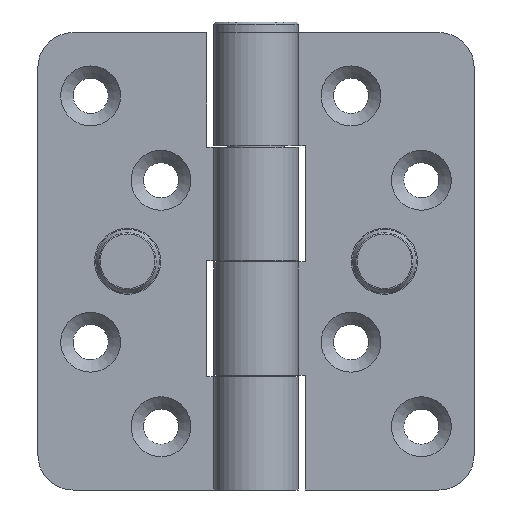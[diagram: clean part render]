
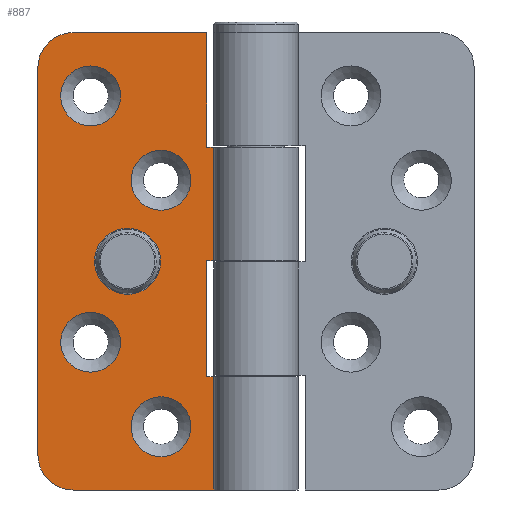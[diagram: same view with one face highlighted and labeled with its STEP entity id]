
A CAD part, left-side view. The second image highlights one B-rep face of the part: STEP entity #887.
In plain terms, the highlighted planar face has unit normal (-1, 0, 0).
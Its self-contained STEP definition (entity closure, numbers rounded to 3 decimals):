
#62=FACE_BOUND('',#175,.T.);
#63=FACE_BOUND('',#176,.T.);
#64=FACE_BOUND('',#177,.T.);
#65=FACE_BOUND('',#178,.T.);
#66=FACE_BOUND('',#179,.T.);
#122=FACE_OUTER_BOUND('',#174,.T.);
#174=EDGE_LOOP('',(#695,#696,#697,#698,#699,#700,#701,#702,#703,#704,#705,
#706));
#175=EDGE_LOOP('',(#707,#708));
#176=EDGE_LOOP('',(#709,#710));
#177=EDGE_LOOP('',(#711,#712));
#178=EDGE_LOOP('',(#713,#714));
#179=EDGE_LOOP('',(#715));
#242=CIRCLE('',#1029,4.693);
#243=CIRCLE('',#1031,5.);
#244=CIRCLE('',#1032,5.);
#245=CIRCLE('',#1033,4.25);
#246=CIRCLE('',#1034,4.25);
#247=CIRCLE('',#1035,4.25);
#248=CIRCLE('',#1036,4.25);
#249=CIRCLE('',#1037,4.25);
#250=CIRCLE('',#1038,4.25);
#251=CIRCLE('',#1039,4.25);
#252=CIRCLE('',#1040,4.25);
#281=LINE('',#1409,#337);
#285=LINE('',#1424,#341);
#288=LINE('',#1438,#344);
#291=LINE('',#1446,#347);
#295=LINE('',#1461,#351);
#305=LINE('',#1507,#361);
#310=LINE('',#1533,#366);
#311=LINE('',#1535,#367);
#312=LINE('',#1539,#368);
#313=LINE('',#1542,#369);
#337=VECTOR('',#1108,10.);
#341=VECTOR('',#1122,10.);
#344=VECTOR('',#1135,10.);
#347=VECTOR('',#1140,10.);
#351=VECTOR('',#1154,10.);
#361=VECTOR('',#1202,10.);
#366=VECTOR('',#1237,10.);
#367=VECTOR('',#1238,4.88);
#368=VECTOR('',#1241,10.);
#369=VECTOR('',#1244,10.);
#393=VERTEX_POINT('',#1406);
#394=VERTEX_POINT('',#1408);
#400=VERTEX_POINT('',#1422);
#406=VERTEX_POINT('',#1436);
#409=VERTEX_POINT('',#1443);
#410=VERTEX_POINT('',#1445);
#416=VERTEX_POINT('',#1459);
#433=VERTEX_POINT('',#1506);
#439=VERTEX_POINT('',#1529);
#440=VERTEX_POINT('',#1534);
#441=VERTEX_POINT('',#1536);
#442=VERTEX_POINT('',#1538);
#443=VERTEX_POINT('',#1540);
#444=VERTEX_POINT('',#1543);
#445=VERTEX_POINT('',#1544);
#446=VERTEX_POINT('',#1547);
#447=VERTEX_POINT('',#1548);
#448=VERTEX_POINT('',#1551);
#449=VERTEX_POINT('',#1552);
#450=VERTEX_POINT('',#1555);
#451=VERTEX_POINT('',#1556);
#478=EDGE_CURVE('',#394,#393,#281,.T.);
#486=EDGE_CURVE('',#393,#400,#285,.T.);
#493=EDGE_CURVE('',#400,#406,#288,.T.);
#496=EDGE_CURVE('',#410,#409,#291,.T.);
#504=EDGE_CURVE('',#409,#416,#295,.T.);
#527=EDGE_CURVE('',#394,#433,#305,.T.);
#539=EDGE_CURVE('',#439,#439,#242,.T.);
#540=EDGE_CURVE('',#410,#406,#310,.T.);
#541=EDGE_CURVE('',#440,#416,#311,.T.);
#542=EDGE_CURVE('',#441,#440,#243,.T.);
#543=EDGE_CURVE('',#442,#441,#312,.T.);
#544=EDGE_CURVE('',#443,#442,#244,.T.);
#545=EDGE_CURVE('',#433,#443,#313,.T.);
#546=EDGE_CURVE('',#444,#445,#245,.T.);
#547=EDGE_CURVE('',#445,#444,#246,.T.);
#548=EDGE_CURVE('',#446,#447,#247,.T.);
#549=EDGE_CURVE('',#447,#446,#248,.T.);
#550=EDGE_CURVE('',#448,#449,#249,.T.);
#551=EDGE_CURVE('',#449,#448,#250,.T.);
#552=EDGE_CURVE('',#450,#451,#251,.T.);
#553=EDGE_CURVE('',#451,#450,#252,.T.);
#695=ORIENTED_EDGE('',*,*,#493,.T.);
#696=ORIENTED_EDGE('',*,*,#540,.F.);
#697=ORIENTED_EDGE('',*,*,#496,.T.);
#698=ORIENTED_EDGE('',*,*,#504,.T.);
#699=ORIENTED_EDGE('',*,*,#541,.F.);
#700=ORIENTED_EDGE('',*,*,#542,.F.);
#701=ORIENTED_EDGE('',*,*,#543,.F.);
#702=ORIENTED_EDGE('',*,*,#544,.F.);
#703=ORIENTED_EDGE('',*,*,#545,.F.);
#704=ORIENTED_EDGE('',*,*,#527,.F.);
#705=ORIENTED_EDGE('',*,*,#478,.T.);
#706=ORIENTED_EDGE('',*,*,#486,.T.);
#707=ORIENTED_EDGE('',*,*,#546,.T.);
#708=ORIENTED_EDGE('',*,*,#547,.T.);
#709=ORIENTED_EDGE('',*,*,#548,.T.);
#710=ORIENTED_EDGE('',*,*,#549,.T.);
#711=ORIENTED_EDGE('',*,*,#550,.T.);
#712=ORIENTED_EDGE('',*,*,#551,.T.);
#713=ORIENTED_EDGE('',*,*,#552,.T.);
#714=ORIENTED_EDGE('',*,*,#553,.T.);
#715=ORIENTED_EDGE('',*,*,#539,.F.);
#859=PLANE('',#1030);
#887=ADVANCED_FACE('',(#122,#62,#63,#64,#65,#66),#859,.F.);
#1029=AXIS2_PLACEMENT_3D('',#1531,#1233,#1234);
#1030=AXIS2_PLACEMENT_3D('',#1532,#1235,#1236);
#1031=AXIS2_PLACEMENT_3D('',#1537,#1239,#1240);
#1032=AXIS2_PLACEMENT_3D('',#1541,#1242,#1243);
#1033=AXIS2_PLACEMENT_3D('',#1545,#1245,#1246);
#1034=AXIS2_PLACEMENT_3D('',#1546,#1247,#1248);
#1035=AXIS2_PLACEMENT_3D('',#1549,#1249,#1250);
#1036=AXIS2_PLACEMENT_3D('',#1550,#1251,#1252);
#1037=AXIS2_PLACEMENT_3D('',#1553,#1253,#1254);
#1038=AXIS2_PLACEMENT_3D('',#1554,#1255,#1256);
#1039=AXIS2_PLACEMENT_3D('',#1557,#1257,#1258);
#1040=AXIS2_PLACEMENT_3D('',#1558,#1259,#1260);
#1108=DIRECTION('',(0.,-1.,0.));
#1122=DIRECTION('',(0.,0.,-1.));
#1135=DIRECTION('',(0.,1.,0.));
#1140=DIRECTION('',(0.,-1.,0.));
#1154=DIRECTION('',(0.,0.,-1.));
#1202=DIRECTION('',(0.,0.,1.));
#1233=DIRECTION('center_axis',(-1.,0.,0.));
#1234=DIRECTION('ref_axis',(0.,0.,
-1.));
#1235=DIRECTION('center_axis',(1.,0.,0.));
#1236=DIRECTION('ref_axis',(0.,0.,-1.));
#1237=DIRECTION('',(0.,0.,1.));
#1238=DIRECTION('',(0.,1.,0.));
#1239=DIRECTION('center_axis',(1.,0.,0.));
#1240=DIRECTION('ref_axis',(0.,-0.707,-0.707));
#1241=DIRECTION('',(0.,0.,-1.));
#1242=DIRECTION('center_axis',(1.,0.,0.));
#1243=DIRECTION('ref_axis',(0.,-0.707,0.707));
#1244=DIRECTION('',(0.,-1.,0.));
#1245=DIRECTION('center_axis',(1.,0.,0.));
#1246=DIRECTION('ref_axis',(0.,0.,
1.));
#1247=DIRECTION('center_axis',(1.,0.,0.));
#1248=DIRECTION('ref_axis',(0.,0.,
1.));
#1249=DIRECTION('center_axis',(1.,0.,0.));
#1250=DIRECTION('ref_axis',(0.,0.,
1.));
#1251=DIRECTION('center_axis',(1.,0.,0.));
#1252=DIRECTION('ref_axis',(0.,0.,
1.));
#1253=DIRECTION('center_axis',(1.,0.,0.));
#1254=DIRECTION('ref_axis',(0.,0.,
1.));
#1255=DIRECTION('center_axis',(1.,0.,0.));
#1256=DIRECTION('ref_axis',(0.,0.,
1.));
#1257=DIRECTION('center_axis',(1.,0.,0.));
#1258=DIRECTION('ref_axis',(0.,0.,
1.));
#1259=DIRECTION('center_axis',(1.,0.,0.));
#1260=DIRECTION('ref_axis',(0.,0.,
1.));
#1406=CARTESIAN_POINT('',(1.,-7.,16.4));
#1408=CARTESIAN_POINT('',(1.,-5.477,16.4));
#1409=CARTESIAN_POINT('',(1.,-5.124,16.4));
#1422=CARTESIAN_POINT('',(1.,-7.,-0.1));
#1424=CARTESIAN_POINT('',(1.,-7.,-0.05));
#1436=CARTESIAN_POINT('',(1.,-5.477,-0.1));
#1438=CARTESIAN_POINT('',(1.,1.876,-0.1));
#1443=CARTESIAN_POINT('',(1.,-7.,-16.2));
#1445=CARTESIAN_POINT('',(1.,-5.477,-16.2));
#1446=CARTESIAN_POINT('',(1.,-5.124,-16.2));
#1459=CARTESIAN_POINT('',(1.,-7.,-32.5));
#1461=CARTESIAN_POINT('',(1.,-7.,-16.25));
#1506=CARTESIAN_POINT('',(1.,-5.477,32.5));
#1507=CARTESIAN_POINT('',(1.,-5.477,0.));
#1529=CARTESIAN_POINT('',(1.,-18.25,4.693));
#1531=CARTESIAN_POINT('Origin',(1.,-18.25,0.));
#1532=CARTESIAN_POINT('Origin',(1.,-3.248,0.));
#1533=CARTESIAN_POINT('',(1.,-5.477,0.));
#1534=CARTESIAN_POINT('',(1.,-26.,-32.5));
#1535=CARTESIAN_POINT('',(1.,-4.094,-32.5));
#1536=CARTESIAN_POINT('',(1.,-31.,-27.5));
#1537=CARTESIAN_POINT('Origin',(1.,-26.,-27.5));
#1538=CARTESIAN_POINT('',(1.,-31.,27.5));
#1539=CARTESIAN_POINT('',(1.,-31.,-32.5));
#1540=CARTESIAN_POINT('',(1.,-26.,32.5));
#1541=CARTESIAN_POINT('Origin',(1.,-26.,27.5));
#1542=CARTESIAN_POINT('',(1.,-31.,32.5));
#1543=CARTESIAN_POINT('',(1.,-13.5,27.75));
#1544=CARTESIAN_POINT('',(1.,-13.5,19.25));
#1545=CARTESIAN_POINT('Origin',(1.,-13.5,23.5));
#1546=CARTESIAN_POINT('Origin',(1.,-13.5,23.5));
#1547=CARTESIAN_POINT('',(1.,-23.5,15.75));
#1548=CARTESIAN_POINT('',(1.,-23.5,7.25));
#1549=CARTESIAN_POINT('Origin',(1.,-23.5,11.5));
#1550=CARTESIAN_POINT('Origin',(1.,-23.5,11.5));
#1551=CARTESIAN_POINT('',(1.,-13.5,-7.25));
#1552=CARTESIAN_POINT('',(1.,-13.5,-15.75));
#1553=CARTESIAN_POINT('Origin',(1.,-13.5,-11.5));
#1554=CARTESIAN_POINT('Origin',(1.,-13.5,-11.5));
#1555=CARTESIAN_POINT('',(1.,-23.5,-19.25));
#1556=CARTESIAN_POINT('',(1.,-23.5,-27.75));
#1557=CARTESIAN_POINT('Origin',(1.,-23.5,-23.5));
#1558=CARTESIAN_POINT('Origin',(1.,-23.5,-23.5));
